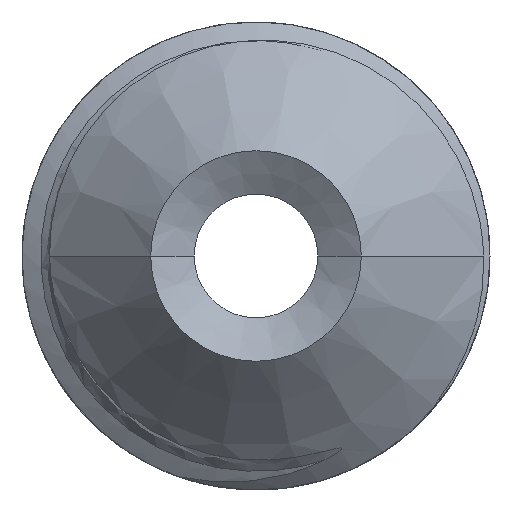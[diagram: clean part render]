
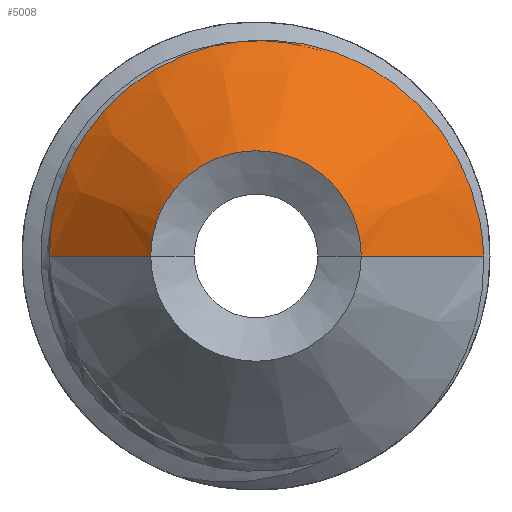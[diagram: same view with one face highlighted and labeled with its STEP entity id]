
A CAD part, left-side view. The second image highlights one B-rep face of the part: STEP entity #5008.
In plain terms, the highlighted conical face has half-angle 45 degrees and reference radius 1.779 mm.
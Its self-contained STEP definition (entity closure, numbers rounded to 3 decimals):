
#1973=CARTESIAN_POINT('',(1.175,0.153,2.295));
#1974=CARTESIAN_POINT('',(1.179,0.04,2.306));
#1975=CARTESIAN_POINT('',(1.187,-0.189,
2.313));
#1976=CARTESIAN_POINT('',(1.199,-0.532,
2.271));
#1977=CARTESIAN_POINT('',(1.211,-0.866,
2.179));
#1978=CARTESIAN_POINT('',(1.223,-1.187,2.036));
#1979=CARTESIAN_POINT('',(1.235,-1.487,1.844));
#1980=CARTESIAN_POINT('',(1.247,-1.756,1.609));
#1981=CARTESIAN_POINT('',(1.259,-1.983,1.34));
#1982=CARTESIAN_POINT('',(1.271,-2.169,1.039));
#1983=CARTESIAN_POINT('',(1.283,-2.311,
0.707));
#1984=CARTESIAN_POINT('',(1.295,-2.403,
0.357));
#1985=CARTESIAN_POINT('',(1.303,-2.428,
0.119));
#1986=CARTESIAN_POINT('',(1.307,-2.432,0.));
#2071=DIRECTION('',(0.707,0.707,0.));
#2072=VECTOR('',#2071,1.528);
#2073=CARTESIAN_POINT('',(0.,1.125,0.));
#2074=LINE('',#2073,#2072);
#2075=DIRECTION('',(0.707,-0.707,0.));
#2076=VECTOR('',#2075,1.849);
#2077=CARTESIAN_POINT('',(0.,-1.125,0.));
#2078=LINE('',#2077,#2076);
#2079=CARTESIAN_POINT('',(0.,0.,0.));
#2080=DIRECTION('',(1.,0.,0.));
#2081=DIRECTION('',(0.,1.,0.));
#2082=AXIS2_PLACEMENT_3D('',#2079,#2080,#2081);
#2426=CARTESIAN_POINT('',(1.08,2.205,
0.));
#2427=CARTESIAN_POINT('',(1.083,2.208,0.11));
#2428=CARTESIAN_POINT('',(1.087,2.196,0.332));
#2429=CARTESIAN_POINT('',(1.095,2.128,0.664));
#2430=CARTESIAN_POINT('',(1.103,2.009,0.983));
#2431=CARTESIAN_POINT('',(1.112,1.847,1.276));
#2432=CARTESIAN_POINT('',(1.121,1.644,1.543));
#2433=CARTESIAN_POINT('',(1.131,1.399,1.781));
#2434=CARTESIAN_POINT('',(1.141,1.118,1.981));
#2435=CARTESIAN_POINT('',(1.152,0.814,2.135));
#2436=CARTESIAN_POINT('',(1.163,0.493,2.243));
#2437=CARTESIAN_POINT('',(1.171,0.267,2.283));
#2438=CARTESIAN_POINT('',(1.175,0.153,2.295));
#2616=CARTESIAN_POINT('',(0.,1.125,0.));
#2617=CARTESIAN_POINT('',(1.08,2.205,
0.));
#2618=VERTEX_POINT('',#2616);
#2619=VERTEX_POINT('',#2617);
#2620=CARTESIAN_POINT('',(0.,-1.125,0.));
#2621=CARTESIAN_POINT('',(1.307,-2.432,0.));
#2622=VERTEX_POINT('',#2620);
#2623=VERTEX_POINT('',#2621);
#2671=VERTEX_POINT('',#2438);
#4992=CARTESIAN_POINT('',(0.654,0.,0.));
#4993=DIRECTION('',(1.,0.,0.));
#4994=DIRECTION('',(0.,-1.,0.));
#4995=AXIS2_PLACEMENT_3D('',#4992,#4993,#4994);
#4996=CONICAL_SURFACE('',#4995,1.779,45.);
#4998=ORIENTED_EDGE('',*,*,#4997,.T.);
#5000=ORIENTED_EDGE('',*,*,#4999,.T.);
#5001=ORIENTED_EDGE('',*,*,#4980,.T.);
#5003=ORIENTED_EDGE('',*,*,#5002,.F.);
#5005=ORIENTED_EDGE('',*,*,#5004,.F.);
#5006=EDGE_LOOP('',(#4998,#5000,#5001,#5003,#5005));
#5007=FACE_OUTER_BOUND('',#5006,.F.);
#1987=B_SPLINE_CURVE_WITH_KNOTS('',3,(#1973,#1974,#1975,#1976,#1977,#1978,#1979,
#1980,#1981,#1982,#1983,#1984,#1985,#1986),.UNSPECIFIED.,.F.,.F.,(4,1,1,1,1,1,1,
1,1,1,1,4),(0.,0.091,0.182,0.273,
0.364,0.455,0.545,0.636,
0.727,0.818,0.909,1.),.UNSPECIFIED.);
#2083=CIRCLE('',#2082,1.125);
#2439=B_SPLINE_CURVE_WITH_KNOTS('',3,(#2426,#2427,#2428,#2429,#2430,#2431,#2432,
#2433,#2434,#2435,#2436,#2437,#2438),.UNSPECIFIED.,.F.,.F.,(4,1,1,1,1,1,1,1,1,1,
4),(0.,0.1,0.2,0.3,0.4,0.5,0.6,0.7,0.8,0.9,1.),
.UNSPECIFIED.);
#4980=EDGE_CURVE('',#2671,#2623,#1987,.T.);
#4997=EDGE_CURVE('',#2618,#2619,#2074,.T.);
#4999=EDGE_CURVE('',#2619,#2671,#2439,.T.);
#5002=EDGE_CURVE('',#2622,#2623,#2078,.T.);
#5004=EDGE_CURVE('',#2618,#2622,#2083,.T.);
#5008=ADVANCED_FACE('',(#5007),#4996,.T.);
